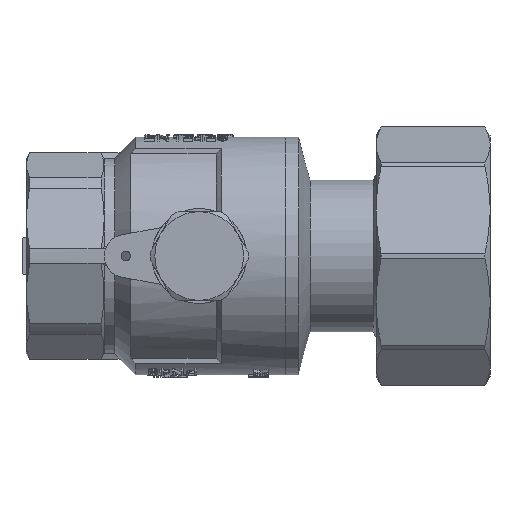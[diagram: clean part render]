
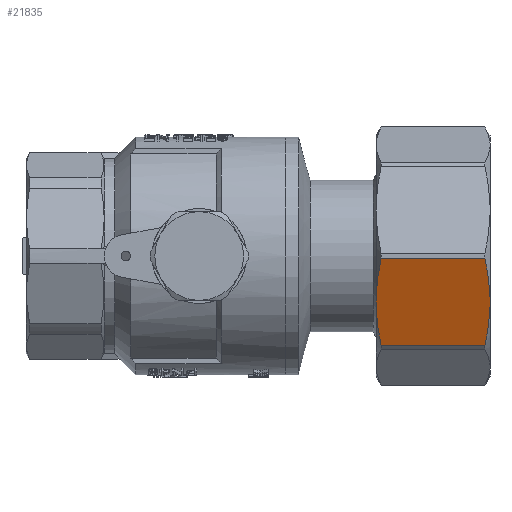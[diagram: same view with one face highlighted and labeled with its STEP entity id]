
A CAD part, front view. The second image highlights one B-rep face of the part: STEP entity #21835.
In plain terms, the highlighted face is planar.
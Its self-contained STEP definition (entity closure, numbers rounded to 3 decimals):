
#366=B_SPLINE_CURVE_WITH_KNOTS('',3,(#44599,#44600,#44601,#44602,#44603,
#44604,#44605,#44606,#44607,#44608,#44609,#44610,#44611),.UNSPECIFIED.,
 .F.,.F.,(4,3,3,3,4),(0.,1.687,3.375,5.061,
6.746),.PIECEWISE_BEZIER_KNOTS.);
#367=B_SPLINE_CURVE_WITH_KNOTS('',3,(#44617,#44618,#44619,#44620,#44621,
#44622,#44623,#44624,#44625,#44626,#44627,#44628,#44629),.UNSPECIFIED.,
 .F.,.F.,(4,3,3,3,4),(0.,1.686,3.374,5.061,
6.746),.PIECEWISE_BEZIER_KNOTS.);
#369=B_SPLINE_CURVE_WITH_KNOTS('',3,(#44644,#44645,#44646,#44647,#44648,
#44649,#44650,#44651,#44652,#44653,#44654,#44655,#44656),.UNSPECIFIED.,
 .F.,.F.,(4,3,3,3,4),(0.,1.687,3.375,5.062,
6.746),.PIECEWISE_BEZIER_KNOTS.);
#370=B_SPLINE_CURVE_WITH_KNOTS('',3,(#44660,#44661,#44662,#44663,#44664,
#44665,#44666,#44667,#44668,#44669,#44670,#44671,#44672),.UNSPECIFIED.,
 .F.,.F.,(4,3,3,3,4),(0.,1.689,3.376,5.062,
6.746),.PIECEWISE_BEZIER_KNOTS.);
#3095=LINE('',#44237,#4368);
#3109=LINE('',#44356,#4382);
#3116=LINE('',#44593,#4389);
#3119=LINE('',#44658,#4392);
#4368=VECTOR('',#32094,1000.);
#4382=VECTOR('',#32152,1000.);
#4389=VECTOR('',#32193,1000.);
#4392=VECTOR('',#32208,1000.);
#10745=ORIENTED_EDGE('',*,*,#14126,.F.);
#10746=ORIENTED_EDGE('',*,*,#14127,.T.);
#10747=ORIENTED_EDGE('',*,*,#14128,.F.);
#10748=ORIENTED_EDGE('',*,*,#14089,.T.);
#10749=ORIENTED_EDGE('',*,*,#14121,.T.);
#10750=ORIENTED_EDGE('',*,*,#14056,.T.);
#10751=ORIENTED_EDGE('',*,*,#14124,.T.);
#10752=ORIENTED_EDGE('',*,*,#14118,.F.);
#14056=EDGE_CURVE('',#16304,#16303,#3095,.T.);
#14089=EDGE_CURVE('',#16335,#16334,#3109,.T.);
#14118=EDGE_CURVE('',#16351,#16353,#3116,.T.);
#14121=EDGE_CURVE('',#16334,#16304,#366,.T.);
#14124=EDGE_CURVE('',#16303,#16353,#367,.T.);
#14126=EDGE_CURVE('',#16356,#16351,#369,.T.);
#14127=EDGE_CURVE('',#16356,#16357,#3119,.T.);
#14128=EDGE_CURVE('',#16335,#16357,#370,.T.);
#16303=VERTEX_POINT('',#44236);
#16304=VERTEX_POINT('',#44238);
#16334=VERTEX_POINT('',#44355);
#16335=VERTEX_POINT('',#44357);
#16351=VERTEX_POINT('',#44591);
#16353=VERTEX_POINT('',#44594);
#16356=VERTEX_POINT('',#44657);
#16357=VERTEX_POINT('',#44659);
#18219=EDGE_LOOP('',(#10745,#10746,#10747,#10748,#10749,#10750,#10751,#10752));
#19615=FACE_BOUND('',#18219,.T.);
#20644=PLANE('',#24979);
#21835=ADVANCED_FACE('',(#19615),#20644,.F.);
#24979=AXIS2_PLACEMENT_3D('',#44643,#32206,#32207);
#32094=DIRECTION('',(0.,1.,0.));
#32152=DIRECTION('',(-1.,0.,0.));
#32193=DIRECTION('',(-1.,0.,0.));
#32206=DIRECTION('',(0.,0.,1.));
#32207=DIRECTION('',(1.,0.,0.));
#32208=DIRECTION('',(0.,-1.,0.));
#44236=CARTESIAN_POINT('',(-32.15,0.739,-19.));
#44237=CARTESIAN_POINT('',(-32.15,0.,-19.));
#44238=CARTESIAN_POINT('',(-32.15,-0.739,-19.));
#44355=CARTESIAN_POINT('',(-31.35,-7.427,-19.));
#44356=CARTESIAN_POINT('',(-24.4,-7.427,-19.));
#44357=CARTESIAN_POINT('',(-14.95,-7.427,-19.));
#44591=CARTESIAN_POINT('',(-14.95,7.427,-19.));
#44593=CARTESIAN_POINT('',(-15.65,7.427,-19.));
#44594=CARTESIAN_POINT('',(-31.35,7.427,-19.));
#44599=CARTESIAN_POINT('',(-31.35,-7.427,-19.));
#44600=CARTESIAN_POINT('',(-31.466,-6.877,-19.));
#44601=CARTESIAN_POINT('',(-31.571,-6.324,-19.));
#44602=CARTESIAN_POINT('',(-31.664,-5.769,-19.));
#44603=CARTESIAN_POINT('',(-31.757,-5.215,-19.));
#44604=CARTESIAN_POINT('',(-31.838,-4.658,-19.));
#44605=CARTESIAN_POINT('',(-31.906,-4.099,-19.));
#44606=CARTESIAN_POINT('',(-31.974,-3.541,-19.));
#44607=CARTESIAN_POINT('',(-32.029,-2.981,-19.));
#44608=CARTESIAN_POINT('',(-32.07,-2.421,-19.));
#44609=CARTESIAN_POINT('',(-32.11,-1.861,-19.));
#44610=CARTESIAN_POINT('',(-32.137,-1.3,-19.));
#44611=CARTESIAN_POINT('',(-32.15,-0.739,-19.));
#44617=CARTESIAN_POINT('',(-32.15,0.739,-19.));
#44618=CARTESIAN_POINT('',(-32.137,1.3,-19.));
#44619=CARTESIAN_POINT('',(-32.11,1.862,-19.));
#44620=CARTESIAN_POINT('',(-32.069,2.423,-19.));
#44621=CARTESIAN_POINT('',(-32.028,2.984,-19.));
#44622=CARTESIAN_POINT('',(-31.974,3.544,-19.));
#44623=CARTESIAN_POINT('',(-31.905,4.103,-19.));
#44624=CARTESIAN_POINT('',(-31.837,4.661,-19.));
#44625=CARTESIAN_POINT('',(-31.756,5.218,-19.));
#44626=CARTESIAN_POINT('',(-31.663,5.772,-19.));
#44627=CARTESIAN_POINT('',(-31.57,6.327,-19.));
#44628=CARTESIAN_POINT('',(-31.465,6.878,-19.));
#44629=CARTESIAN_POINT('',(-31.35,7.427,-19.));
#44643=CARTESIAN_POINT('',(-32.15,-7.427,-19.));
#44644=CARTESIAN_POINT('',(-14.15,0.739,-19.));
#44645=CARTESIAN_POINT('',(-14.163,1.301,-19.));
#44646=CARTESIAN_POINT('',(-14.19,1.862,-19.));
#44647=CARTESIAN_POINT('',(-14.231,2.424,-19.));
#44648=CARTESIAN_POINT('',(-14.272,2.985,-19.));
#44649=CARTESIAN_POINT('',(-14.327,3.545,-19.));
#44650=CARTESIAN_POINT('',(-14.395,4.103,-19.));
#44651=CARTESIAN_POINT('',(-14.463,4.662,-19.));
#44652=CARTESIAN_POINT('',(-14.544,5.219,-19.));
#44653=CARTESIAN_POINT('',(-14.637,5.773,-19.));
#44654=CARTESIAN_POINT('',(-14.73,6.327,-19.));
#44655=CARTESIAN_POINT('',(-14.835,6.879,-19.));
#44656=CARTESIAN_POINT('',(-14.95,7.427,-19.));
#44657=CARTESIAN_POINT('',(-14.15,0.739,-19.));
#44658=CARTESIAN_POINT('',(-14.15,0.,-19.));
#44659=CARTESIAN_POINT('',(-14.15,-0.739,-19.));
#44660=CARTESIAN_POINT('',(-14.95,-7.427,-19.));
#44661=CARTESIAN_POINT('',(-14.834,-6.876,-19.));
#44662=CARTESIAN_POINT('',(-14.729,-6.323,-19.));
#44663=CARTESIAN_POINT('',(-14.636,-5.768,-19.));
#44664=CARTESIAN_POINT('',(-14.543,-5.213,-19.));
#44665=CARTESIAN_POINT('',(-14.462,-4.656,-19.));
#44666=CARTESIAN_POINT('',(-14.394,-4.098,-19.));
#44667=CARTESIAN_POINT('',(-14.326,-3.54,-19.));
#44668=CARTESIAN_POINT('',(-14.271,-2.98,-19.));
#44669=CARTESIAN_POINT('',(-14.23,-2.421,-19.));
#44670=CARTESIAN_POINT('',(-14.19,-1.861,-19.));
#44671=CARTESIAN_POINT('',(-14.163,-1.3,-19.));
#44672=CARTESIAN_POINT('',(-14.15,-0.739,-19.));
